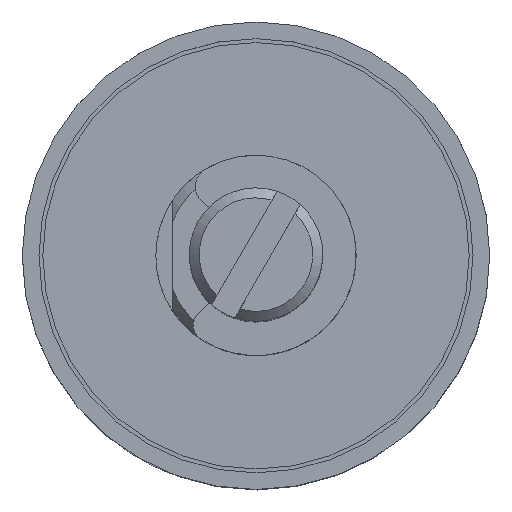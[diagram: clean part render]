
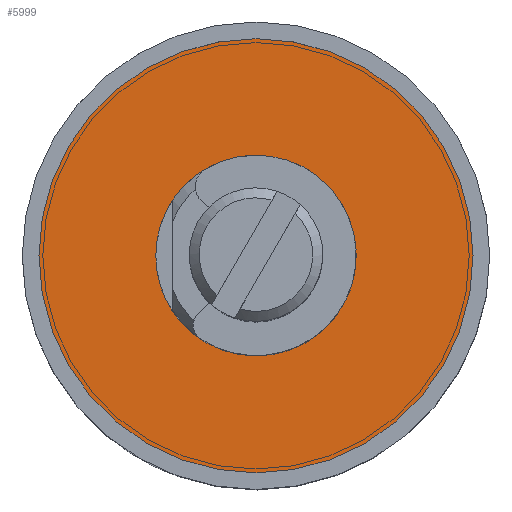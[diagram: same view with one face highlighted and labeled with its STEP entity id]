
A CAD part, top view. The second image highlights one B-rep face of the part: STEP entity #5999.
In plain terms, the highlighted planar face has unit normal (0, 0, 1).
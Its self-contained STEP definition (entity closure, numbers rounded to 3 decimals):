
#223 = VERTEX_POINT ( 'NONE', #1986 ) ;
#759 = AXIS2_PLACEMENT_3D ( 'NONE', #2539, #6334, #6304 ) ;
#828 = FACE_BOUND ( 'NONE', #6245, .T. ) ;
#948 = CARTESIAN_POINT ( 'NONE',  ( 0., 0., 0.5 ) ) ;
#1590 = AXIS2_PLACEMENT_3D ( 'NONE', #948, #2214, #6564 ) ;
#1986 = CARTESIAN_POINT ( 'NONE',  ( 6.5, 0., 0.5 ) ) ;
#2214 = DIRECTION ( 'NONE',  ( 0., 0., 1. ) ) ;
#2539 = CARTESIAN_POINT ( 'NONE',  ( 3., 0., 0.5 ) ) ;
#3251 = VERTEX_POINT ( 'NONE', #5597 ) ;
#3838 = PLANE ( 'NONE',  #759 ) ;
#3995 = EDGE_LOOP ( 'NONE', ( #6337 ) ) ;
#4089 = DIRECTION ( 'NONE',  ( 0., 0., -1. ) ) ;
#4129 = CARTESIAN_POINT ( 'NONE',  ( 0., 0., 0.5 ) ) ;
#4740 = CIRCLE ( 'NONE', #7463, 3. ) ;
#5166 = ORIENTED_EDGE ( 'NONE', *, *, #6928, .T. ) ;
#5597 = CARTESIAN_POINT ( 'NONE',  ( -3., 0., 0.5 ) ) ;
#5912 = CIRCLE ( 'NONE', #1590, 6.5 ) ;
#5999 = ADVANCED_FACE ( 'NONE', ( #828, #7283 ), #3838, .T. ) ;
#6245 = EDGE_LOOP ( 'NONE', ( #5166 ) ) ;
#6304 = DIRECTION ( 'NONE',  ( 1., 0., 0. ) ) ;
#6334 = DIRECTION ( 'NONE',  ( 0., 0., 1. ) ) ;
#6337 = ORIENTED_EDGE ( 'NONE', *, *, #7623, .T. ) ;
#6564 = DIRECTION ( 'NONE',  ( 1., 0., 0. ) ) ;
#6928 = EDGE_CURVE ( 'NONE', #3251, #3251, #4740, .T. ) ;
#7283 = FACE_OUTER_BOUND ( 'NONE', #3995, .T. ) ;
#7463 = AXIS2_PLACEMENT_3D ( 'NONE', #4129, #4089, #7826 ) ;
#7623 = EDGE_CURVE ( 'NONE', #223, #223, #5912, .T. ) ;
#7826 = DIRECTION ( 'NONE',  ( -1., 0., 0. ) ) ;
